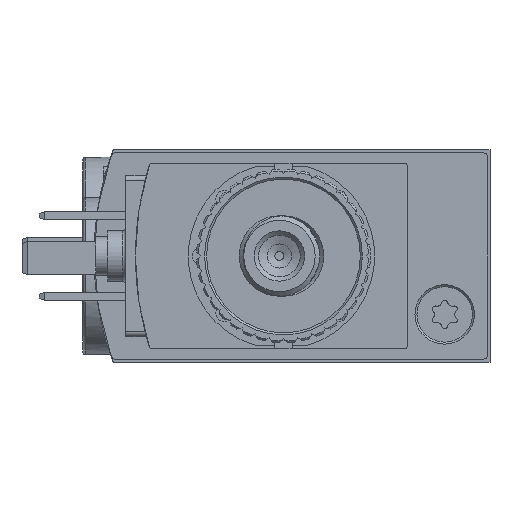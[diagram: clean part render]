
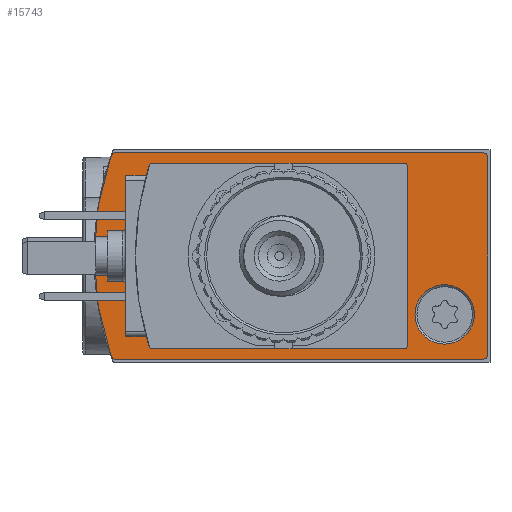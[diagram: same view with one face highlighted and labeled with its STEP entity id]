
A CAD part, left-side view. The second image highlights one B-rep face of the part: STEP entity #15743.
In plain terms, the highlighted planar face has unit normal (-1, 0, 0).
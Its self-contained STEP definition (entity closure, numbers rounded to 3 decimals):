
#1175=LINE('',#27103,#2669);
#1180=LINE('',#27120,#2674);
#1184=LINE('',#27132,#2678);
#2669=VECTOR('',#22331,1000.);
#2674=VECTOR('',#22346,1000.);
#2678=VECTOR('',#22358,1000.);
#5239=ORIENTED_EDGE('',*,*,#8949,.F.);
#5240=ORIENTED_EDGE('',*,*,#8950,.T.);
#5241=ORIENTED_EDGE('',*,*,#8951,.T.);
#5242=ORIENTED_EDGE('',*,*,#8926,.F.);
#5243=ORIENTED_EDGE('',*,*,#8945,.F.);
#5244=ORIENTED_EDGE('',*,*,#8902,.F.);
#5245=ORIENTED_EDGE('',*,*,#8943,.F.);
#5246=ORIENTED_EDGE('',*,*,#8940,.F.);
#5247=ORIENTED_EDGE('',*,*,#8937,.F.);
#5248=ORIENTED_EDGE('',*,*,#8934,.F.);
#5249=ORIENTED_EDGE('',*,*,#8930,.F.);
#8902=EDGE_CURVE('',#10924,#10925,#12139,.T.);
#8926=EDGE_CURVE('',#10948,#10949,#1175,.T.);
#8930=EDGE_CURVE('',#10949,#10952,#12148,.T.);
#8934=EDGE_CURVE('',#10952,#10955,#1180,.T.);
#8937=EDGE_CURVE('',#10955,#10957,#12151,.T.);
#8940=EDGE_CURVE('',#10957,#10959,#1184,.T.);
#8943=EDGE_CURVE('',#10959,#10924,#12153,.T.);
#8945=EDGE_CURVE('',#10925,#10948,#12155,.T.);
#8949=EDGE_CURVE('',#10963,#10963,#12159,.F.);
#8950=EDGE_CURVE('',#10964,#10964,#12160,.T.);
#8951=EDGE_CURVE('',#10965,#10965,#12161,.T.);
#10924=VERTEX_POINT('',#27046);
#10925=VERTEX_POINT('',#27047);
#10948=VERTEX_POINT('',#27104);
#10949=VERTEX_POINT('',#27105);
#10952=VERTEX_POINT('',#27113);
#10955=VERTEX_POINT('',#27121);
#10957=VERTEX_POINT('',#27127);
#10959=VERTEX_POINT('',#27133);
#10963=VERTEX_POINT('',#27150);
#10964=VERTEX_POINT('',#27152);
#10965=VERTEX_POINT('',#27154);
#12139=CIRCLE('',#19592,30.);
#12148=CIRCLE('',#19603,0.5);
#12151=CIRCLE('',#19608,0.5);
#12153=CIRCLE('',#19612,0.5);
#12155=CIRCLE('',#19615,0.5);
#12159=CIRCLE('',#19621,5.);
#12160=CIRCLE('',#19622,2.95);
#12161=CIRCLE('',#19623,2.95);
#12992=EDGE_LOOP('',(#5239));
#12993=EDGE_LOOP('',(#5240));
#12994=EDGE_LOOP('',(#5241));
#12995=EDGE_LOOP('',(#5242,#5243,#5244,#5245,#5246,#5247,#5248,#5249));
#14142=FACE_BOUND('',#12992,.T.);
#14143=FACE_BOUND('',#12993,.T.);
#14144=FACE_BOUND('',#12994,.T.);
#14145=FACE_BOUND('',#12995,.T.);
#15077=PLANE('',#19620);
#15743=ADVANCED_FACE('',(#14142,#14143,#14144,#14145),#15077,.F.);
#19592=AXIS2_PLACEMENT_3D('',#27045,#22299,#22300);
#19603=AXIS2_PLACEMENT_3D('',#27112,#22337,#22338);
#19608=AXIS2_PLACEMENT_3D('',#27126,#22351,#22352);
#19612=AXIS2_PLACEMENT_3D('',#27138,#22363,#22364);
#19615=AXIS2_PLACEMENT_3D('',#27141,#22369,#22370);
#19620=AXIS2_PLACEMENT_3D('',#27148,#22379,#22380);
#19621=AXIS2_PLACEMENT_3D('',#27149,#22381,#22382);
#19622=AXIS2_PLACEMENT_3D('',#27151,#22383,#22384);
#19623=AXIS2_PLACEMENT_3D('',#27153,#22385,#22386);
#22299=DIRECTION('',(1.,0.,0.));
#22300=DIRECTION('',(0.,0.,-1.));
#22331=DIRECTION('',(0.,-1.,0.));
#22337=DIRECTION('',(1.,0.,0.));
#22338=DIRECTION('',(0.,0.,-1.));
#22346=DIRECTION('',(0.,0.,-1.));
#22351=DIRECTION('',(1.,0.,0.));
#22352=DIRECTION('',(0.,0.,-1.));
#22358=DIRECTION('',(0.,1.,0.));
#22363=DIRECTION('',(1.,0.,0.));
#22364=DIRECTION('',(0.,0.,-1.));
#22369=DIRECTION('',(1.,0.,0.));
#22370=DIRECTION('',(0.,0.,-1.));
#22379=DIRECTION('',(1.,0.,0.));
#22380=DIRECTION('',(0.,0.,-1.));
#22381=DIRECTION('',(1.,0.,0.));
#22382=DIRECTION('',(0.,0.,-1.));
#22383=DIRECTION('',(1.,0.,0.));
#22384=DIRECTION('',(0.,0.,-1.));
#22385=DIRECTION('',(1.,0.,0.));
#22386=DIRECTION('',(0.,0.,-1.));
#27045=CARTESIAN_POINT('',(0.,9.3,0.));
#27046=CARTESIAN_POINT('',(0.,37.614,-9.915));
#27047=CARTESIAN_POINT('',(0.,37.614,9.915));
#27103=CARTESIAN_POINT('',(0.,37.142,10.25));
#27104=CARTESIAN_POINT('',(0.,37.142,10.25));
#27105=CARTESIAN_POINT('',(0.,0.7,10.25));
#27112=CARTESIAN_POINT('',(0.,0.7,9.75));
#27113=CARTESIAN_POINT('',(0.,0.2,9.75));
#27120=CARTESIAN_POINT('',(0.,0.2,9.75));
#27121=CARTESIAN_POINT('',(0.,0.2,-9.75));
#27126=CARTESIAN_POINT('',(0.,0.7,-9.75));
#27127=CARTESIAN_POINT('',(0.,0.7,-10.25));
#27132=CARTESIAN_POINT('',(0.,0.7,-10.25));
#27133=CARTESIAN_POINT('',(0.,37.142,-10.25));
#27138=CARTESIAN_POINT('',(0.,37.142,-9.75));
#27141=CARTESIAN_POINT('',(0.,37.142,9.75));
#27148=CARTESIAN_POINT('',(0.,0.7,9.75));
#27149=CARTESIAN_POINT('',(0.,20.9,0.));
#27150=CARTESIAN_POINT('',(0.,20.9,-5.));
#27151=CARTESIAN_POINT('',(0.,31.7,5.8));
#27152=CARTESIAN_POINT('',(0.,31.7,2.85));
#27153=CARTESIAN_POINT('',(0.,4.5,-5.8));
#27154=CARTESIAN_POINT('',(0.,4.5,-8.75));
